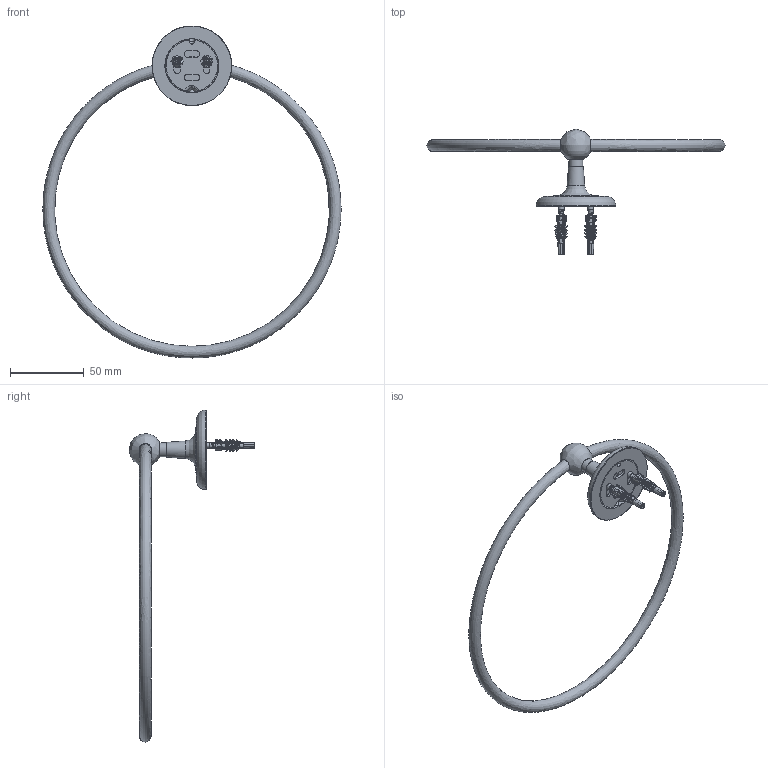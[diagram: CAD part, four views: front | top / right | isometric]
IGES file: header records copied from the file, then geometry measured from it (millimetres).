
Global section: file name: N1098-8; native system: Autodesk Inventor 2018; preprocessor: unknown; author: aduggalther; date: 20171018.123759; units: millimetre
Bounding box: 202.34 x 85.4 x 225.37 mm (x, y, z)
Volume: 48198.3 mm3; surface area: 30334.6 mm2
Topology: 10 solids, 10 shells, 585 faces, 1733 edges, 1153 vertices
Faces by surface type: bspline 585
